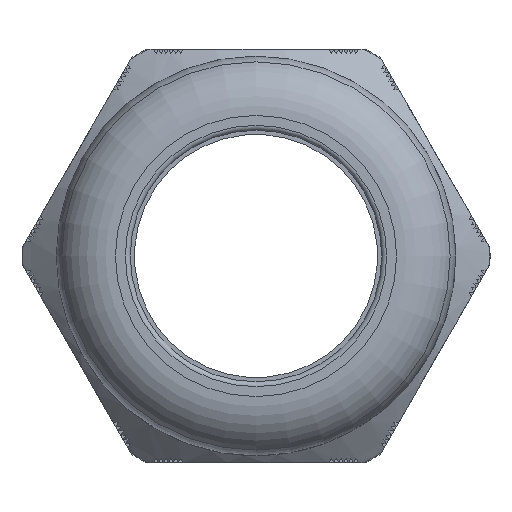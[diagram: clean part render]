
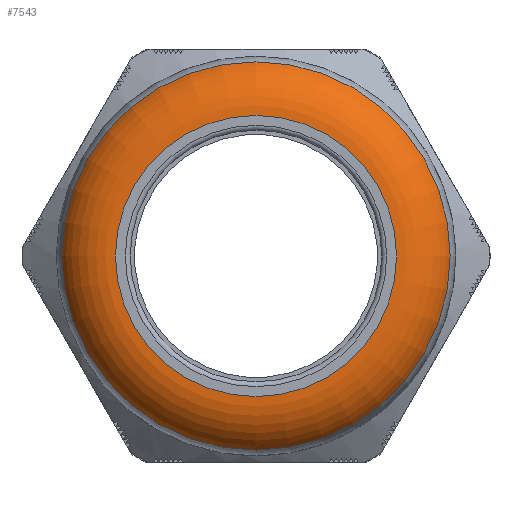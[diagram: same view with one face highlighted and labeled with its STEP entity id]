
A CAD part, left-side view. The second image highlights one B-rep face of the part: STEP entity #7543.
In plain terms, the highlighted toroidal (fillet/blend) face has major radius 14.428 mm and minor radius 5.96 mm.
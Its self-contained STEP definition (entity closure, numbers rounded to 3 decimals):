
#223=TOROIDAL_SURFACE('',#8200,14.428,5.96);
#262=FACE_BOUND('',#2634,.T.);
#2200=FACE_OUTER_BOUND('',#2633,.T.);
#2633=EDGE_LOOP('',(#7119));
#2634=EDGE_LOOP('',(#7120));
#2873=CIRCLE('',#7978,14.275);
#2902=CIRCLE('',#8193,19.719);
#3386=VERTEX_POINT('',#27596);
#3759=VERTEX_POINT('',#33835);
#4322=EDGE_CURVE('',#3386,#3386,#2873,.T.);
#4880=EDGE_CURVE('',#3759,#3759,#2902,.T.);
#7119=ORIENTED_EDGE('',*,*,#4322,.T.);
#7120=ORIENTED_EDGE('',*,*,#4880,.F.);
#7543=ADVANCED_FACE('',(#2200,#262),#223,.T.);
#7978=AXIS2_PLACEMENT_3D('',#27597,#9308,#9309);
#8193=AXIS2_PLACEMENT_3D('',#33836,#10083,#10084);
#8200=AXIS2_PLACEMENT_3D('',#33845,#10097,#10098);
#9308=DIRECTION('center_axis',(1.,0.,0.));
#9309=DIRECTION('ref_axis',(0.,0.,-1.));
#10083=DIRECTION('center_axis',(1.,0.,0.));
#10084=DIRECTION('ref_axis',(0.,-1.,0.));
#10097=DIRECTION('center_axis',(1.,0.,0.));
#10098=DIRECTION('ref_axis',(0.,0.,-1.));
#27596=CARTESIAN_POINT('',(-25.7,14.275,0.));
#27597=CARTESIAN_POINT('Origin',(-25.7,0.,0.));
#33835=CARTESIAN_POINT('',(-22.485,19.719,0.));
#33836=CARTESIAN_POINT('Origin',(-22.485,0.,0.));
#33845=CARTESIAN_POINT('Origin',(-19.742,0.,0.));
